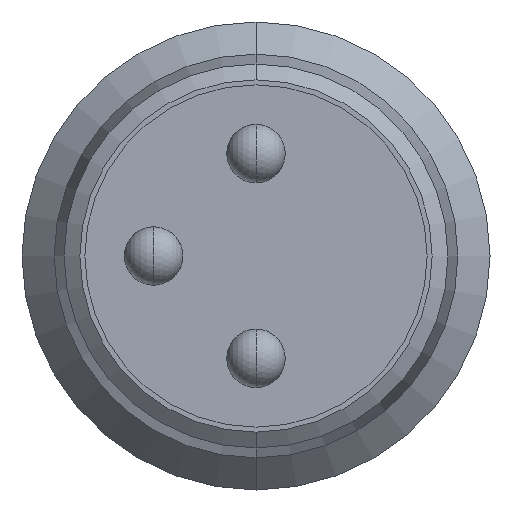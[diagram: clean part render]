
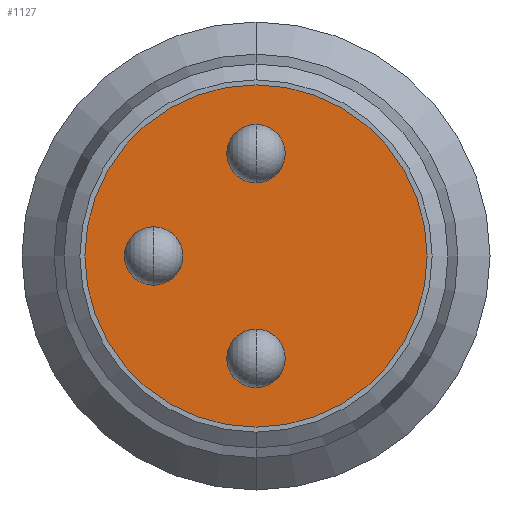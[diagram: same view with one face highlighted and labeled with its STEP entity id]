
A CAD part, front view. The second image highlights one B-rep face of the part: STEP entity #1127.
In plain terms, the highlighted planar face has unit normal (0, -1, 0).
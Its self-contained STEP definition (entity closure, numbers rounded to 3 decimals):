
#176 = CARTESIAN_POINT ( 'NONE',  ( 0., -9.7, -2.925 ) ) ;
#191 = AXIS2_PLACEMENT_3D ( 'NONE', #1461, #694, #1589 ) ;
#194 = CARTESIAN_POINT ( 'NONE',  ( 0., -9.7, 0. ) ) ;
#453 = EDGE_LOOP ( 'NONE', ( #489, #854 ) ) ;
#489 = ORIENTED_EDGE ( 'NONE', *, *, #935, .T. ) ;
#514 = DIRECTION ( 'NONE',  ( 0., -1., 0. ) ) ;
#564 = DIRECTION ( 'NONE',  ( 0., 0., -1. ) ) ;
#575 = VERTEX_POINT ( 'NONE', #818 ) ;
#694 = DIRECTION ( 'NONE',  ( 0., -1., 0. ) ) ;
#744 = AXIS2_PLACEMENT_3D ( 'NONE', #1276, #514, #1404 ) ;
#804 = AXIS2_PLACEMENT_3D ( 'NONE', #194, #1333, #564 ) ;
#818 = CARTESIAN_POINT ( 'NONE',  ( 0., -9.7, 2.925 ) ) ;
#854 = ORIENTED_EDGE ( 'NONE', *, *, #1352, .T. ) ;
#918 = FACE_OUTER_BOUND ( 'NONE', #453, .T. ) ;
#935 = EDGE_CURVE ( 'NONE', #1249, #575, #1185, .T. ) ;
#1127 = ADVANCED_FACE ( 'NONE', ( #918 ), #1199, .T. ) ;
#1185 = CIRCLE ( 'NONE', #744, 2.925 ) ;
#1199 = PLANE ( 'NONE',  #804 ) ;
#1249 = VERTEX_POINT ( 'NONE', #176 ) ;
#1276 = CARTESIAN_POINT ( 'NONE',  ( 0., -9.7, 0. ) ) ;
#1333 = DIRECTION ( 'NONE',  ( 0., -1., 0. ) ) ;
#1352 = EDGE_CURVE ( 'NONE', #575, #1249, #1617, .T. ) ;
#1404 = DIRECTION ( 'NONE',  ( 0., 0., -1. ) ) ;
#1461 = CARTESIAN_POINT ( 'NONE',  ( 0., -9.7, 0. ) ) ;
#1589 = DIRECTION ( 'NONE',  ( 0., 0., -1. ) ) ;
#1617 = CIRCLE ( 'NONE', #191, 2.925 ) ;
